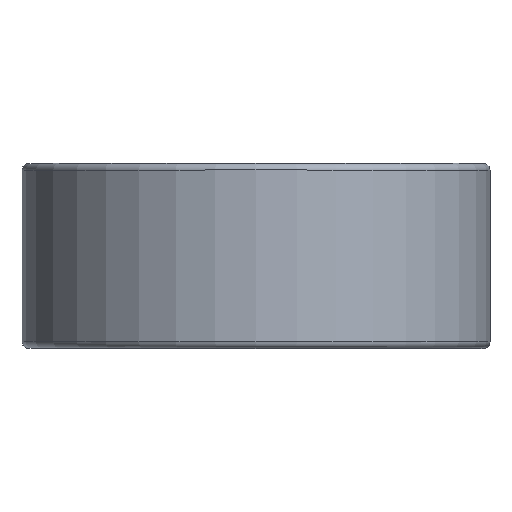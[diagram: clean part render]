
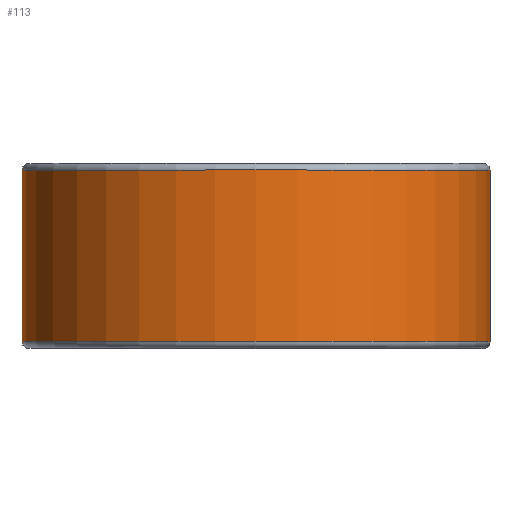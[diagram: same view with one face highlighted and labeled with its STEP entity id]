
A CAD part, top view. The second image highlights one B-rep face of the part: STEP entity #113.
In plain terms, the highlighted cylindrical face has radius 26.124 mm (diameter 52.248 mm), a partial arc.
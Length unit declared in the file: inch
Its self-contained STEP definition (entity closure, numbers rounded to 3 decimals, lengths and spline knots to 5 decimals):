
#33 = CARTESIAN_POINT ( 'NONE',  ( 0., 0.375, 0. ) ) ;
#52 = CARTESIAN_POINT ( 'NONE',  ( 0., 0.37625, 0. ) ) ;
#96 = EDGE_CURVE ( 'NONE', #147, #2026, #343, .T. ) ;
#113 = ADVANCED_FACE ( 'NONE', ( #451 ), #1030, .T. ) ;
#147 = VERTEX_POINT ( 'NONE', #1289 ) ;
#163 = ORIENTED_EDGE ( 'NONE', *, *, #1219, .T. ) ;
#172 = DIRECTION ( 'NONE',  ( 0., 1., 0. ) ) ;
#232 = DIRECTION ( 'NONE',  ( 0., 0., -1. ) ) ;
#257 = CARTESIAN_POINT ( 'NONE',  ( 1.0285, 0.37625, 0. ) ) ;
#275 = VERTEX_POINT ( 'NONE', #837 ) ;
#310 = CIRCLE ( 'NONE', #743, 1.0285 ) ;
#343 = LINE ( 'NONE', #573, #620 ) ;
#402 = VERTEX_POINT ( 'NONE', #257 ) ;
#451 = FACE_OUTER_BOUND ( 'NONE', #1554, .T. ) ;
#573 = CARTESIAN_POINT ( 'NONE',  ( 0., 0.37625, -1.0285 ) ) ;
#574 = CARTESIAN_POINT ( 'NONE',  ( 0., -0.37625, 0. ) ) ;
#620 = VECTOR ( 'NONE', #172, 39.37008 ) ;
#637 = DIRECTION ( 'NONE',  ( 0., -1., 0. ) ) ;
#725 = ORIENTED_EDGE ( 'NONE', *, *, #1806, .T. ) ;
#743 = AXIS2_PLACEMENT_3D ( 'NONE', #52, #1348, #232 ) ;
#754 = DIRECTION ( 'NONE',  ( 0., 0., -1. ) ) ;
#756 = DIRECTION ( 'NONE',  ( 0., 0., -1. ) ) ;
#801 = CARTESIAN_POINT ( 'NONE',  ( 0., 0.37625, -1.0285 ) ) ;
#826 = DIRECTION ( 'NONE',  ( 0., 1., 0. ) ) ;
#837 = CARTESIAN_POINT ( 'NONE',  ( 1.0285, -0.37625, 0. ) ) ;
#987 = CARTESIAN_POINT ( 'NONE',  ( 1.0285, 0.37625, 0. ) ) ;
#1030 = CYLINDRICAL_SURFACE ( 'NONE', #1666, 1.0285 ) ;
#1138 = VECTOR ( 'NONE', #826, 39.37008 ) ;
#1141 = LINE ( 'NONE', #987, #1138 ) ;
#1219 = EDGE_CURVE ( 'NONE', #275, #402, #1141, .T. ) ;
#1289 = CARTESIAN_POINT ( 'NONE',  ( 0., -0.37625, -1.0285 ) ) ;
#1297 = ORIENTED_EDGE ( 'NONE', *, *, #96, .F. ) ;
#1348 = DIRECTION ( 'NONE',  ( 0., -1., 0. ) ) ;
#1554 = EDGE_LOOP ( 'NONE', ( #163, #725, #1297, #2046 ) ) ;
#1603 = EDGE_CURVE ( 'NONE', #275, #147, #2217, .T. ) ;
#1666 = AXIS2_PLACEMENT_3D ( 'NONE', #33, #637, #754 ) ;
#1806 = EDGE_CURVE ( 'NONE', #402, #2026, #310, .T. ) ;
#1823 = DIRECTION ( 'NONE',  ( 0., -1., 0. ) ) ;
#2026 = VERTEX_POINT ( 'NONE', #801 ) ;
#2046 = ORIENTED_EDGE ( 'NONE', *, *, #1603, .F. ) ;
#2187 = AXIS2_PLACEMENT_3D ( 'NONE', #574, #1823, #756 ) ;
#2217 = CIRCLE ( 'NONE', #2187, 1.0285 ) ;
